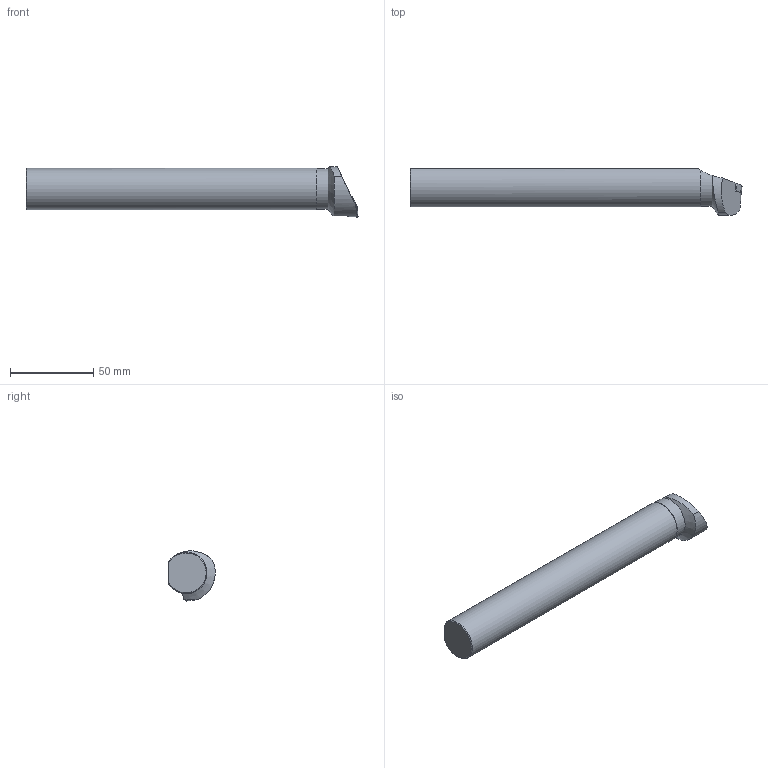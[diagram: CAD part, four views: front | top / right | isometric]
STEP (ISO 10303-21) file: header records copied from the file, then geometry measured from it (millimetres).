
FILE_DESCRIPTION((''),'2;1');
FILE_NAME('7057212500_ASM','2020-11-10T16:57:15',('schmidtst'),(''),'CREO PARAMETRIC BY PTC INC, 2020053','CREO PARAMETRIC BY PTC INC, 2020053','');
FILE_SCHEMA(('AP242_MANAGED_MODEL_BASED_3D_ENGINEERING_MIM_LF { 1 0 10303 442 1 1 4 }'));
Length unit declared in the file: millimetre
Products named in the file (3): 7057212500NC; 7057212500C; 7057212500_ASM
Assembly tree (2 placements, depth 2):
  7057212500_ASM
    7057212500NC
    7057212500C
Bounding box: 200 x 27.99 x 30.26 mm (x, y, z)
Volume: 90933.2 mm3; surface area: 16670.2 mm2
Topology: 2 solids, 2 shells, 39 faces, 135 edges, 102 vertices
Faces by surface type: plane 20, cylinder 13, cone 6
Entity records: 3073 total; most frequent: CARTESIAN_POINT 402, DIRECTION 326, ORIENTED_EDGE 202, PRESENTATION_STYLE_ASSIGNMENT 169, STYLED_ITEM 169, CURVE_STYLE 166, PROPERTY_DEFINITION 118, REPRESENTATION 116
